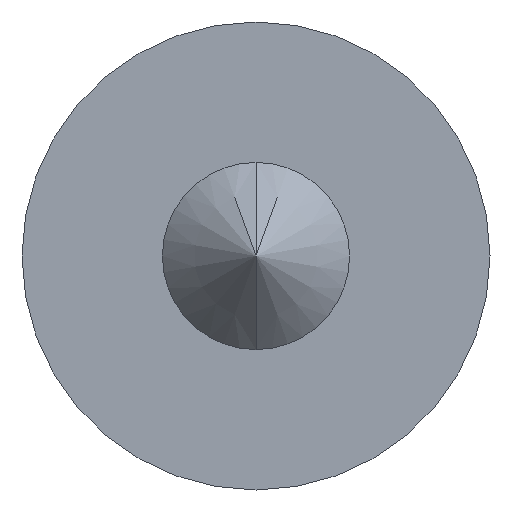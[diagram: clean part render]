
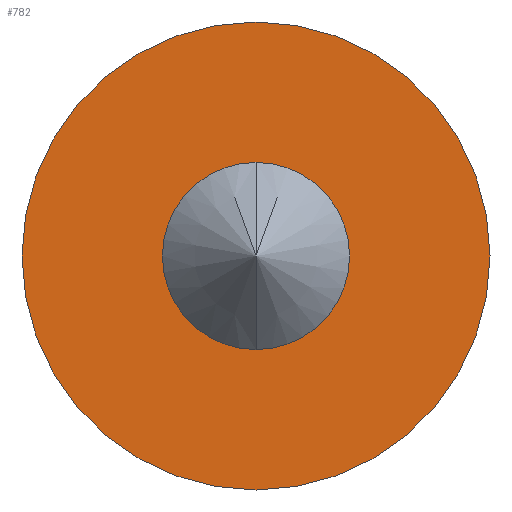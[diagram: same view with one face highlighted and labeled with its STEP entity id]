
A CAD part, front view. The second image highlights one B-rep face of the part: STEP entity #782.
In plain terms, the highlighted planar face has unit normal (0, -1, 0).
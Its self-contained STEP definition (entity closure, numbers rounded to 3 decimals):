
#13 = FACE_BOUND ( 'NONE', #93, .T. ) ;
#16 = AXIS2_PLACEMENT_3D ( 'NONE', #351, #352, #353 ) ;
#38 = AXIS2_PLACEMENT_3D ( 'NONE', #286, #290, #291 ) ;
#47 = FACE_OUTER_BOUND ( 'NONE', #94, .T. ) ;
#54 = AXIS2_PLACEMENT_3D ( 'NONE', #909, #916, #917 ) ;
#56 = AXIS2_PLACEMENT_3D ( 'NONE', #922, #923, #924 ) ;
#93 = EDGE_LOOP ( 'NONE', ( #647, #645 ) ) ;
#94 = EDGE_LOOP ( 'NONE', ( #651, #644 ) ) ;
#286 = CARTESIAN_POINT ( 'NONE',  ( 0., 0., 0. ) ) ;
#290 = DIRECTION ( 'NONE',  ( 0., 1., 0. ) ) ;
#291 = DIRECTION ( 'NONE',  ( 0., 0., 1. ) ) ;
#311 = AXIS2_PLACEMENT_3D ( 'NONE', #693, #694, #695 ) ;
#350 = PLANE ( 'NONE',  #16 ) ;
#351 = CARTESIAN_POINT ( 'NONE',  ( 0., 0., 2. ) ) ;
#352 = DIRECTION ( 'NONE',  ( 0., -1., 0. ) ) ;
#353 = DIRECTION ( 'NONE',  ( 0., 0., -1. ) ) ;
#485 = CARTESIAN_POINT ( 'NONE',  ( 0., 0., 7.5 ) ) ;
#487 = CARTESIAN_POINT ( 'NONE',  ( 0., 0., -7.5 ) ) ;
#488 = CARTESIAN_POINT ( 'NONE',  ( 0., 0., -2.5 ) ) ;
#489 = CARTESIAN_POINT ( 'NONE',  ( 0., 0., 2.5 ) ) ;
#519 = VERTEX_POINT ( 'NONE', #485 ) ;
#521 = VERTEX_POINT ( 'NONE', #487 ) ;
#522 = VERTEX_POINT ( 'NONE', #488 ) ;
#523 = VERTEX_POINT ( 'NONE', #489 ) ;
#644 = ORIENTED_EDGE ( 'NONE', *, *, #766, .F. ) ;
#645 = ORIENTED_EDGE ( 'NONE', *, *, #832, .T. ) ;
#647 = ORIENTED_EDGE ( 'NONE', *, *, #735, .T. ) ;
#651 = ORIENTED_EDGE ( 'NONE', *, *, #836, .F. ) ;
#693 = CARTESIAN_POINT ( 'NONE',  ( 0., 0., 0. ) ) ;
#694 = DIRECTION ( 'NONE',  ( 0., 1., 0. ) ) ;
#695 = DIRECTION ( 'NONE',  ( 0., 0., -1. ) ) ;
#735 = EDGE_CURVE ( 'NONE', #522, #523, #762, .T. ) ;
#762 = CIRCLE ( 'NONE', #311, 2.5 ) ;
#766 = EDGE_CURVE ( 'NONE', #521, #519, #826, .T. ) ;
#782 = ADVANCED_FACE ( 'NONE', ( #13, #47 ), #350, .T. ) ;
#785 = CIRCLE ( 'NONE', #56, 7.5 ) ;
#813 = CIRCLE ( 'NONE', #54, 2.5 ) ;
#826 = CIRCLE ( 'NONE', #38, 7.5 ) ;
#832 = EDGE_CURVE ( 'NONE', #523, #522, #813, .T. ) ;
#836 = EDGE_CURVE ( 'NONE', #519, #521, #785, .T. ) ;
#909 = CARTESIAN_POINT ( 'NONE',  ( 0., 0., 0. ) ) ;
#916 = DIRECTION ( 'NONE',  ( 0., 1., 0. ) ) ;
#917 = DIRECTION ( 'NONE',  ( 0., 0., -1. ) ) ;
#922 = CARTESIAN_POINT ( 'NONE',  ( 0., 0., 0. ) ) ;
#923 = DIRECTION ( 'NONE',  ( 0., 1., 0. ) ) ;
#924 = DIRECTION ( 'NONE',  ( 0., 0., 1. ) ) ;
